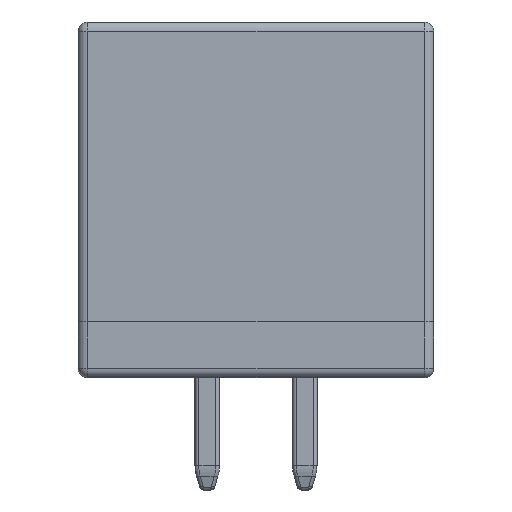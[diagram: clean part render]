
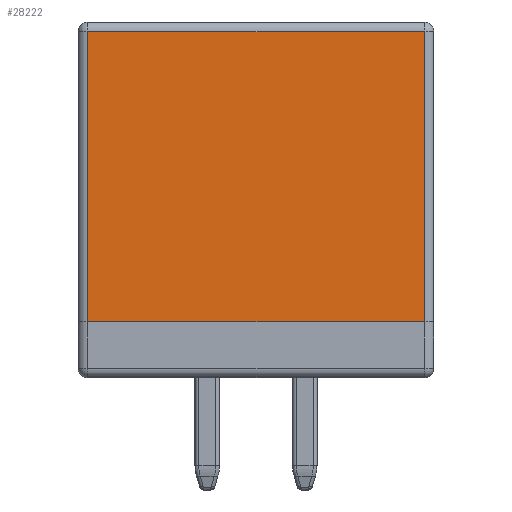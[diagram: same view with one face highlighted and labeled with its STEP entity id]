
A CAD part, left-side view. The second image highlights one B-rep face of the part: STEP entity #28222.
In plain terms, the highlighted face is planar.
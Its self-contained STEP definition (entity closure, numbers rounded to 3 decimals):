
#25872 = CYLINDRICAL_SURFACE('',#25873,0.25);
#25873 = AXIS2_PLACEMENT_3D('',#25874,#25875,#25876);
#25874 = CARTESIAN_POINT('',(3.56,-4.385,1.46));
#25875 = DIRECTION('',(0.,0.,1.));
#25876 = DIRECTION('',(0.,-1.,0.));
#26147 = CYLINDRICAL_SURFACE('',#26148,0.25);
#26148 = AXIS2_PLACEMENT_3D('',#26149,#26150,#26151);
#26149 = CARTESIAN_POINT('',(3.56,-4.635,9.02));
#26150 = DIRECTION('',(0.,1.,0.));
#26151 = DIRECTION('',(0.,0.,1.));
#27112 = VERTEX_POINT('',#27113);
#27113 = CARTESIAN_POINT('',(3.81,-4.385,1.46));
#27135 = EDGE_CURVE('',#27112,#27136,#27138,.T.);
#27136 = VERTEX_POINT('',#27137);
#27137 = CARTESIAN_POINT('',(3.81,-4.385,9.02));
#27138 = SURFACE_CURVE('',#27139,(#27143,#27150),.PCURVE_S1.);
#27139 = LINE('',#27140,#27141);
#27140 = CARTESIAN_POINT('',(3.81,-4.385,1.46));
#27141 = VECTOR('',#27142,1.);
#27142 = DIRECTION('',(0.,0.,1.));
#27143 = PCURVE('',#25872,#27144);
#27144 = DEFINITIONAL_REPRESENTATION('',(#27145),#27149);
#27145 = LINE('',#27146,#27147);
#27146 = CARTESIAN_POINT('',(1.571,0.));
#27147 = VECTOR('',#27148,1.);
#27148 = DIRECTION('',(0.,1.));
#27149 = ( GEOMETRIC_REPRESENTATION_CONTEXT(2) 
PARAMETRIC_REPRESENTATION_CONTEXT() REPRESENTATION_CONTEXT('2D SPACE',''
  ) );
#27150 = PCURVE('',#27151,#27156);
#27151 = PLANE('',#27152);
#27152 = AXIS2_PLACEMENT_3D('',#27153,#27154,#27155);
#27153 = CARTESIAN_POINT('',(3.81,-4.635,1.46));
#27154 = DIRECTION('',(-1.,0.,0.));
#27155 = DIRECTION('',(0.,1.,0.));
#27156 = DEFINITIONAL_REPRESENTATION('',(#27157),#27161);
#27157 = LINE('',#27158,#27159);
#27158 = CARTESIAN_POINT('',(0.25,0.));
#27159 = VECTOR('',#27160,1.);
#27160 = DIRECTION('',(0.,-1.));
#27161 = ( GEOMETRIC_REPRESENTATION_CONTEXT(2) 
PARAMETRIC_REPRESENTATION_CONTEXT() REPRESENTATION_CONTEXT('2D SPACE',''
  ) );
#27319 = EDGE_CURVE('',#27136,#27320,#27322,.T.);
#27320 = VERTEX_POINT('',#27321);
#27321 = CARTESIAN_POINT('',(3.81,4.385,9.02));
#27322 = SURFACE_CURVE('',#27323,(#27327,#27334),.PCURVE_S1.);
#27323 = LINE('',#27324,#27325);
#27324 = CARTESIAN_POINT('',(3.81,-4.635,9.02));
#27325 = VECTOR('',#27326,1.);
#27326 = DIRECTION('',(0.,1.,0.));
#27327 = PCURVE('',#26147,#27328);
#27328 = DEFINITIONAL_REPRESENTATION('',(#27329),#27333);
#27329 = LINE('',#27330,#27331);
#27330 = CARTESIAN_POINT('',(1.571,0.));
#27331 = VECTOR('',#27332,1.);
#27332 = DIRECTION('',(0.,1.));
#27333 = ( GEOMETRIC_REPRESENTATION_CONTEXT(2) 
PARAMETRIC_REPRESENTATION_CONTEXT() REPRESENTATION_CONTEXT('2D SPACE',''
  ) );
#27334 = PCURVE('',#27151,#27335);
#27335 = DEFINITIONAL_REPRESENTATION('',(#27336),#27340);
#27336 = LINE('',#27337,#27338);
#27337 = CARTESIAN_POINT('',(0.,-7.56));
#27338 = VECTOR('',#27339,1.);
#27339 = DIRECTION('',(1.,0.));
#27340 = ( GEOMETRIC_REPRESENTATION_CONTEXT(2) 
PARAMETRIC_REPRESENTATION_CONTEXT() REPRESENTATION_CONTEXT('2D SPACE',''
  ) );
#27837 = PLANE('',#27838);
#27838 = AXIS2_PLACEMENT_3D('',#27839,#27840,#27841);
#27839 = CARTESIAN_POINT('',(3.81,4.635,0.));
#27840 = DIRECTION('',(1.,0.,0.));
#27841 = DIRECTION('',(0.,-1.,0.));
#27974 = CYLINDRICAL_SURFACE('',#27975,0.25);
#27975 = AXIS2_PLACEMENT_3D('',#27976,#27977,#27978);
#27976 = CARTESIAN_POINT('',(3.56,4.385,1.46));
#27977 = DIRECTION('',(0.,0.,1.));
#27978 = DIRECTION('',(0.,1.,0.));
#27992 = VERTEX_POINT('',#27993);
#27993 = CARTESIAN_POINT('',(3.81,4.385,1.46));
#28222 = ADVANCED_FACE('',(#28223),#27151,.F.);
#28223 = FACE_BOUND('',#28224,.F.);
#28224 = EDGE_LOOP('',(#28225,#28246,#28247,#28248));
#28225 = ORIENTED_EDGE('',*,*,#28226,.T.);
#28226 = EDGE_CURVE('',#27992,#27112,#28227,.T.);
#28227 = SURFACE_CURVE('',#28228,(#28232,#28239),.PCURVE_S1.);
#28228 = LINE('',#28229,#28230);
#28229 = CARTESIAN_POINT('',(3.81,4.635,1.46));
#28230 = VECTOR('',#28231,1.);
#28231 = DIRECTION('',(0.,-1.,0.));
#28232 = PCURVE('',#27151,#28233);
#28233 = DEFINITIONAL_REPRESENTATION('',(#28234),#28238);
#28234 = LINE('',#28235,#28236);
#28235 = CARTESIAN_POINT('',(9.27,0.));
#28236 = VECTOR('',#28237,1.);
#28237 = DIRECTION('',(-1.,0.));
#28238 = ( GEOMETRIC_REPRESENTATION_CONTEXT(2) 
PARAMETRIC_REPRESENTATION_CONTEXT() REPRESENTATION_CONTEXT('2D SPACE',''
  ) );
#28239 = PCURVE('',#27837,#28240);
#28240 = DEFINITIONAL_REPRESENTATION('',(#28241),#28245);
#28241 = LINE('',#28242,#28243);
#28242 = CARTESIAN_POINT('',(0.,-1.46));
#28243 = VECTOR('',#28244,1.);
#28244 = DIRECTION('',(1.,0.));
#28245 = ( GEOMETRIC_REPRESENTATION_CONTEXT(2) 
PARAMETRIC_REPRESENTATION_CONTEXT() REPRESENTATION_CONTEXT('2D SPACE',''
  ) );
#28246 = ORIENTED_EDGE('',*,*,#27135,.T.);
#28247 = ORIENTED_EDGE('',*,*,#27319,.T.);
#28248 = ORIENTED_EDGE('',*,*,#28249,.F.);
#28249 = EDGE_CURVE('',#27992,#27320,#28250,.T.);
#28250 = SURFACE_CURVE('',#28251,(#28255,#28262),.PCURVE_S1.);
#28251 = LINE('',#28252,#28253);
#28252 = CARTESIAN_POINT('',(3.81,4.385,1.46));
#28253 = VECTOR('',#28254,1.);
#28254 = DIRECTION('',(0.,0.,1.));
#28255 = PCURVE('',#27151,#28256);
#28256 = DEFINITIONAL_REPRESENTATION('',(#28257),#28261);
#28257 = LINE('',#28258,#28259);
#28258 = CARTESIAN_POINT('',(9.02,0.));
#28259 = VECTOR('',#28260,1.);
#28260 = DIRECTION('',(0.,-1.));
#28261 = ( GEOMETRIC_REPRESENTATION_CONTEXT(2) 
PARAMETRIC_REPRESENTATION_CONTEXT() REPRESENTATION_CONTEXT('2D SPACE',''
  ) );
#28262 = PCURVE('',#27974,#28263);
#28263 = DEFINITIONAL_REPRESENTATION('',(#28264),#28268);
#28264 = LINE('',#28265,#28266);
#28265 = CARTESIAN_POINT('',(-1.571,0.));
#28266 = VECTOR('',#28267,1.);
#28267 = DIRECTION('',(-0.,1.));
#28268 = ( GEOMETRIC_REPRESENTATION_CONTEXT(2) 
PARAMETRIC_REPRESENTATION_CONTEXT() REPRESENTATION_CONTEXT('2D SPACE',''
  ) );
